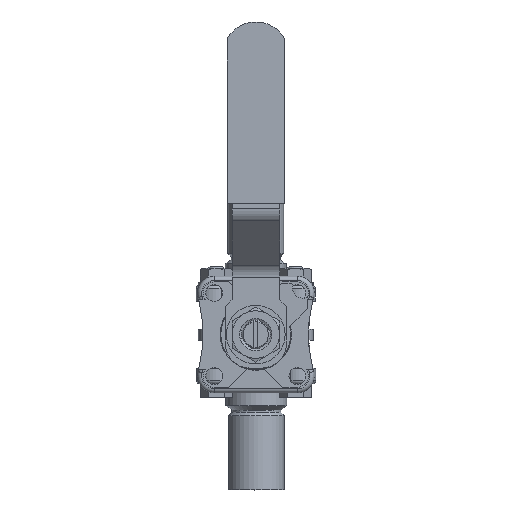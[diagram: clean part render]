
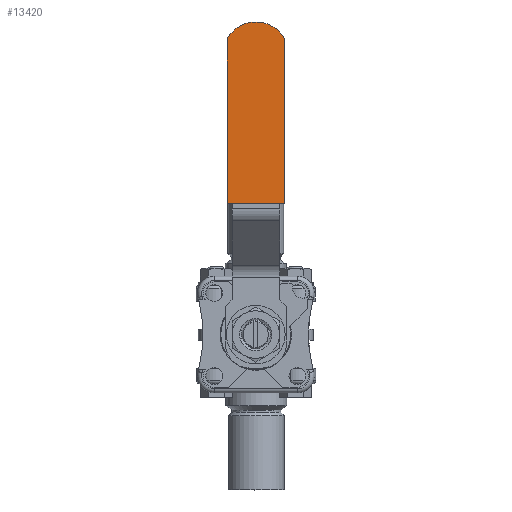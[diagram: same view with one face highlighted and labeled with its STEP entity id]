
A CAD part, top view. The second image highlights one B-rep face of the part: STEP entity #13420.
In plain terms, the highlighted planar face has unit normal (0, 0, 1).
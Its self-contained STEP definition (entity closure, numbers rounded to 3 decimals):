
#556=LINE('',#19669,#1072);
#559=LINE('',#19675,#1075);
#560=LINE('',#19679,#1076);
#561=LINE('',#19681,#1077);
#1072=VECTOR('',#16366,1000.);
#1075=VECTOR('',#16371,1000.);
#1076=VECTOR('',#16374,1000.);
#1077=VECTOR('',#16375,1000.);
#2912=ORIENTED_EDGE('',*,*,#5020,.T.);
#2913=ORIENTED_EDGE('',*,*,#5025,.F.);
#2914=ORIENTED_EDGE('',*,*,#5026,.T.);
#2915=ORIENTED_EDGE('',*,*,#5027,.F.);
#2916=ORIENTED_EDGE('',*,*,#5028,.F.);
#2917=ORIENTED_EDGE('',*,*,#5022,.F.);
#5020=EDGE_CURVE('',#6152,#6151,#6919,.T.);
#5022=EDGE_CURVE('',#6152,#6153,#556,.T.);
#5025=EDGE_CURVE('',#6155,#6151,#559,.T.);
#5026=EDGE_CURVE('',#6155,#6156,#6920,.T.);
#5027=EDGE_CURVE('',#6157,#6156,#560,.T.);
#5028=EDGE_CURVE('',#6153,#6157,#561,.T.);
#6151=VERTEX_POINT('',#19664);
#6152=VERTEX_POINT('',#19666);
#6153=VERTEX_POINT('',#19670);
#6155=VERTEX_POINT('',#19676);
#6156=VERTEX_POINT('',#19678);
#6157=VERTEX_POINT('',#19680);
#6919=CIRCLE('',#14317,11.8);
#6920=CIRCLE('',#14320,11.8);
#7614=EDGE_LOOP('',(#2912,#2913,#2914,#2915,#2916,#2917));
#8370=FACE_BOUND('',#7614,.T.);
#8908=PLANE('',#14319);
#13420=ADVANCED_FACE('',(#8370),#8908,.F.);
#14317=AXIS2_PLACEMENT_3D('',#19665,#16361,#16362);
#14319=AXIS2_PLACEMENT_3D('',#19674,#16369,#16370);
#14320=AXIS2_PLACEMENT_3D('',#19677,#16372,#16373);
#16361=DIRECTION('',(0.,0.,1.));
#16362=DIRECTION('',(1.,0.,0.));
#16366=DIRECTION('',(0.,-1.,0.));
#16369=DIRECTION('',(0.,0.,-1.));
#16370=DIRECTION('',(0.,1.,0.));
#16371=DIRECTION('',(1.,0.,0.));
#16372=DIRECTION('',(0.,0.,1.));
#16373=DIRECTION('',(1.,0.,0.));
#16374=DIRECTION('',(0.,1.,0.));
#16375=DIRECTION('',(-1.,0.,0.));
#19664=CARTESIAN_POINT('',(1.381,111.782,62.8));
#19665=CARTESIAN_POINT('',(0.018,100.061,62.8));
#19666=CARTESIAN_POINT('',(10.318,105.819,62.8));
#19669=CARTESIAN_POINT('',(10.318,105.819,62.8));
#19670=CARTESIAN_POINT('',(10.318,46.782,62.8));
#19674=CARTESIAN_POINT('',(10.318,111.782,62.8));
#19675=CARTESIAN_POINT('',(0.018,111.782,62.8));
#19676=CARTESIAN_POINT('',(0.018,111.782,62.8));
#19677=CARTESIAN_POINT('',(0.018,99.982,62.8));
#19678=CARTESIAN_POINT('',(-10.282,105.74,62.8));
#19679=CARTESIAN_POINT('',(-10.282,46.782,62.8));
#19680=CARTESIAN_POINT('',(-10.282,46.782,62.8));
#19681=CARTESIAN_POINT('',(10.318,46.782,62.8));
